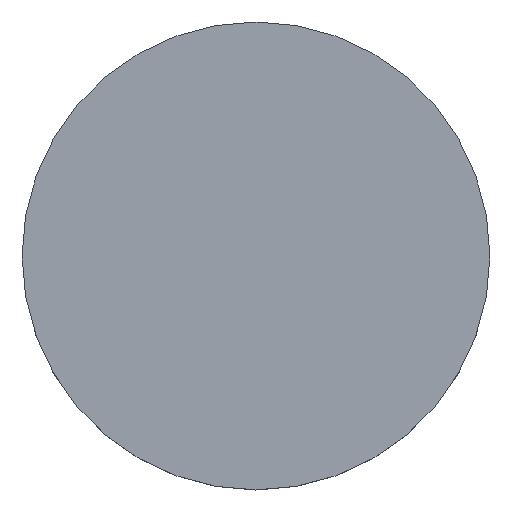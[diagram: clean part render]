
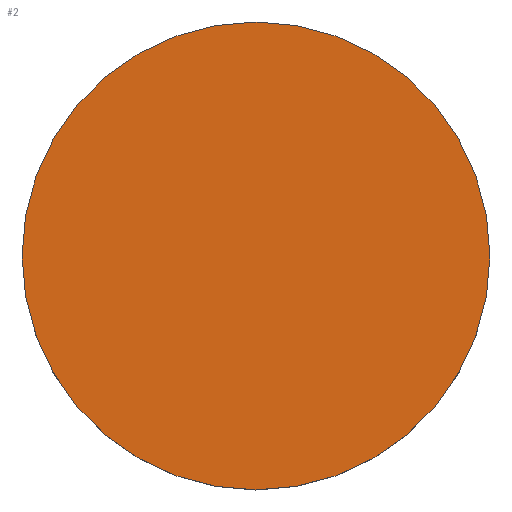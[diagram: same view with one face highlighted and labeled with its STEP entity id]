
A CAD part, top view. The second image highlights one B-rep face of the part: STEP entity #2.
In plain terms, the highlighted planar face has unit normal (0, 0, 1).
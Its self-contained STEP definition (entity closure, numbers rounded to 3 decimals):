
#2 = ADVANCED_FACE ( 'NONE', ( #57 ), #201, .T. ) ;
#4 = AXIS2_PLACEMENT_3D ( 'NONE', #101, #173, #67 ) ;
#9 = VERTEX_POINT ( 'NONE', #198 ) ;
#21 = AXIS2_PLACEMENT_3D ( 'NONE', #204, #228, #140 ) ;
#31 = CARTESIAN_POINT ( 'NONE',  ( 12.7, 0., 4. ) ) ;
#47 = DIRECTION ( 'NONE',  ( 1., 0., 0. ) ) ;
#57 = FACE_OUTER_BOUND ( 'NONE', #157, .T. ) ;
#67 = DIRECTION ( 'NONE',  ( 1., 0., 0. ) ) ;
#80 = EDGE_CURVE ( 'NONE', #150, #9, #215, .T. ) ;
#97 = ORIENTED_EDGE ( 'NONE', *, *, #80, .F. ) ;
#101 = CARTESIAN_POINT ( 'NONE',  ( 0., 0., 4. ) ) ;
#112 = DIRECTION ( 'NONE',  ( 0., 0., 1. ) ) ;
#117 = CARTESIAN_POINT ( 'NONE',  ( 0., 26.112, 4. ) ) ;
#140 = DIRECTION ( 'NONE',  ( 1., 0., 0. ) ) ;
#150 = VERTEX_POINT ( 'NONE', #31 ) ;
#157 = EDGE_LOOP ( 'NONE', ( #97, #181 ) ) ;
#173 = DIRECTION ( 'NONE',  ( 0., 0., -1. ) ) ;
#181 = ORIENTED_EDGE ( 'NONE', *, *, #194, .F. ) ;
#194 = EDGE_CURVE ( 'NONE', #9, #150, #234, .T. ) ;
#198 = CARTESIAN_POINT ( 'NONE',  ( -12.7, 0., 4. ) ) ;
#201 = PLANE ( 'NONE',  #206 ) ;
#204 = CARTESIAN_POINT ( 'NONE',  ( 0., 0., 4. ) ) ;
#206 = AXIS2_PLACEMENT_3D ( 'NONE', #117, #112, #47 ) ;
#215 = CIRCLE ( 'NONE', #4, 12.7 ) ;
#228 = DIRECTION ( 'NONE',  ( 0., 0., -1. ) ) ;
#234 = CIRCLE ( 'NONE', #21, 12.7 ) ;
